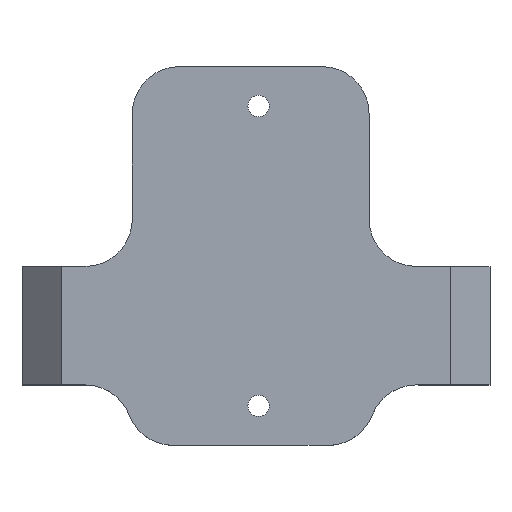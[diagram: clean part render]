
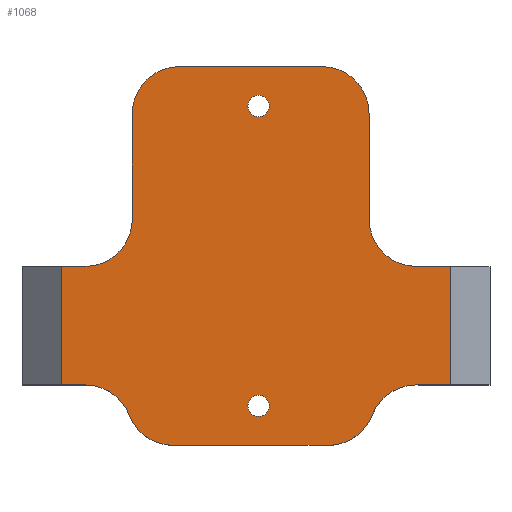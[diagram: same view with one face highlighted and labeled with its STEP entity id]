
A CAD part, top view. The second image highlights one B-rep face of the part: STEP entity #1068.
In plain terms, the highlighted planar face has unit normal (0, 0, 1).
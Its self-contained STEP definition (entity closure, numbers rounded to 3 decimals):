
#37=CIRCLE('',#1124,6.);
#39=CIRCLE('',#1127,6.);
#48=CIRCLE('',#1138,6.);
#49=CIRCLE('',#1140,6.);
#50=CIRCLE('',#1142,6.);
#51=CIRCLE('',#1145,6.);
#52=CIRCLE('',#1148,6.);
#53=CIRCLE('',#1151,6.);
#58=CIRCLE('',#1162,1.35);
#61=CIRCLE('',#1167,1.35);
#79=FACE_BOUND('',#185,.T.);
#80=FACE_BOUND('',#186,.T.);
#116=FACE_OUTER_BOUND('',#184,.T.);
#184=EDGE_LOOP('',(#861,#862,#863,#864,#865,#866,#867,#868,#869,#870,#871,
#872,#873,#874,#875,#876,#877,#878));
#185=EDGE_LOOP('',(#879));
#186=EDGE_LOOP('',(#880));
#237=LINE('',#1546,#351);
#243=LINE('',#1559,#357);
#245=LINE('',#1567,#359);
#253=LINE('',#1584,#367);
#278=LINE('',#1663,#392);
#282=LINE('',#1672,#396);
#284=LINE('',#1679,#398);
#288=LINE('',#1698,#402);
#290=LINE('',#1704,#404);
#294=LINE('',#1717,#408);
#351=VECTOR('',#1231,10.);
#357=VECTOR('',#1241,1000.);
#359=VECTOR('',#1247,10.);
#367=VECTOR('',#1259,10.);
#392=VECTOR('',#1330,10.);
#396=VECTOR('',#1340,10.);
#398=VECTOR('',#1348,10.);
#402=VECTOR('',#1374,10.);
#404=VECTOR('',#1382,1000.);
#408=VECTOR('',#1396,10.);
#463=VERTEX_POINT('',#1543);
#464=VERTEX_POINT('',#1545);
#469=VERTEX_POINT('',#1557);
#472=VERTEX_POINT('',#1564);
#473=VERTEX_POINT('',#1566);
#480=VERTEX_POINT('',#1582);
#490=VERTEX_POINT('',#1606);
#491=VERTEX_POINT('',#1608);
#493=VERTEX_POINT('',#1614);
#507=VERTEX_POINT('',#1648);
#508=VERTEX_POINT('',#1649);
#509=VERTEX_POINT('',#1656);
#510=VERTEX_POINT('',#1658);
#511=VERTEX_POINT('',#1662);
#512=VERTEX_POINT('',#1666);
#513=VERTEX_POINT('',#1670);
#514=VERTEX_POINT('',#1674);
#515=VERTEX_POINT('',#1678);
#520=VERTEX_POINT('',#1700);
#524=VERTEX_POINT('',#1713);
#565=EDGE_CURVE('',#463,#464,#237,.T.);
#572=EDGE_CURVE('',#463,#469,#243,.T.);
#575=EDGE_CURVE('',#472,#473,#245,.T.);
#584=EDGE_CURVE('',#480,#472,#253,.T.);
#596=EDGE_CURVE('',#490,#491,#37,.T.);
#600=EDGE_CURVE('',#493,#490,#39,.T.);
#617=EDGE_CURVE('',#507,#508,#48,.T.);
#620=EDGE_CURVE('',#508,#469,#49,.T.);
#622=EDGE_CURVE('',#509,#510,#50,.T.);
#624=EDGE_CURVE('',#511,#510,#278,.T.);
#627=EDGE_CURVE('',#512,#480,#51,.T.);
#629=EDGE_CURVE('',#512,#513,#282,.T.);
#630=EDGE_CURVE('',#511,#514,#52,.T.);
#632=EDGE_CURVE('',#515,#514,#284,.T.);
#634=EDGE_CURVE('',#515,#513,#53,.T.);
#641=EDGE_CURVE('',#507,#491,#288,.T.);
#643=EDGE_CURVE('',#520,#520,#58,.T.);
#644=EDGE_CURVE('',#493,#473,#290,.T.);
#650=EDGE_CURVE('',#524,#524,#61,.T.);
#651=EDGE_CURVE('',#464,#509,#294,.T.);
#861=ORIENTED_EDGE('',*,*,#565,.F.);
#862=ORIENTED_EDGE('',*,*,#572,.T.);
#863=ORIENTED_EDGE('',*,*,#620,.F.);
#864=ORIENTED_EDGE('',*,*,#617,.F.);
#865=ORIENTED_EDGE('',*,*,#641,.T.);
#866=ORIENTED_EDGE('',*,*,#596,.F.);
#867=ORIENTED_EDGE('',*,*,#600,.F.);
#868=ORIENTED_EDGE('',*,*,#644,.T.);
#869=ORIENTED_EDGE('',*,*,#575,.F.);
#870=ORIENTED_EDGE('',*,*,#584,.F.);
#871=ORIENTED_EDGE('',*,*,#627,.F.);
#872=ORIENTED_EDGE('',*,*,#629,.T.);
#873=ORIENTED_EDGE('',*,*,#634,.F.);
#874=ORIENTED_EDGE('',*,*,#632,.T.);
#875=ORIENTED_EDGE('',*,*,#630,.F.);
#876=ORIENTED_EDGE('',*,*,#624,.T.);
#877=ORIENTED_EDGE('',*,*,#622,.F.);
#878=ORIENTED_EDGE('',*,*,#651,.F.);
#879=ORIENTED_EDGE('',*,*,#643,.T.);
#880=ORIENTED_EDGE('',*,*,#650,.T.);
#1016=PLANE('',#1170);
#1068=ADVANCED_FACE('',(#116,#79,#80),#1016,.T.);
#1124=AXIS2_PLACEMENT_3D('',#1609,#1276,#1277);
#1127=AXIS2_PLACEMENT_3D('',#1616,#1284,#1285);
#1138=AXIS2_PLACEMENT_3D('',#1650,#1314,#1315);
#1140=AXIS2_PLACEMENT_3D('',#1654,#1320,#1321);
#1142=AXIS2_PLACEMENT_3D('',#1659,#1325,#1326);
#1145=AXIS2_PLACEMENT_3D('',#1668,#1335,#1336);
#1148=AXIS2_PLACEMENT_3D('',#1675,#1343,#1344);
#1151=AXIS2_PLACEMENT_3D('',#1682,#1352,#1353);
#1162=AXIS2_PLACEMENT_3D('',#1702,#1378,#1379);
#1167=AXIS2_PLACEMENT_3D('',#1715,#1392,#1393);
#1170=AXIS2_PLACEMENT_3D('',#1731,#1405,#1406);
#1231=DIRECTION('',(0.,1.,0.));
#1241=DIRECTION('',(1.,0.,0.));
#1247=DIRECTION('',(0.,-1.,0.));
#1259=DIRECTION('',(1.,0.,0.));
#1276=DIRECTION('center_axis',(0.,0.,
-1.));
#1277=DIRECTION('ref_axis',(0.,1.,0.));
#1284=DIRECTION('center_axis',(0.,0.,
1.));
#1285=DIRECTION('ref_axis',(-0.707,0.707,0.));
#1314=DIRECTION('center_axis',(0.,0.,
-1.));
#1315=DIRECTION('ref_axis',(0.,1.,0.));
#1320=DIRECTION('center_axis',(0.,0.,
1.));
#1321=DIRECTION('ref_axis',(0.707,0.707,0.));
#1325=DIRECTION('center_axis',(0.,0.,
1.));
#1326=DIRECTION('ref_axis',(0.707,-0.707,0.));
#1330=DIRECTION('',(0.,-1.,0.));
#1335=DIRECTION('center_axis',(0.,0.,
1.));
#1336=DIRECTION('ref_axis',(-0.707,-0.707,0.));
#1340=DIRECTION('',(0.,1.,0.));
#1343=DIRECTION('center_axis',(0.,0.,
-1.));
#1344=DIRECTION('ref_axis',(-0.707,0.707,0.));
#1348=DIRECTION('',(-1.,0.,0.));
#1352=DIRECTION('center_axis',(0.,0.,
-1.));
#1353=DIRECTION('ref_axis',(0.707,0.707,0.));
#1374=DIRECTION('',(1.,0.,0.));
#1378=DIRECTION('center_axis',(0.,0.,
-1.));
#1379=DIRECTION('ref_axis',(1.,0.,0.));
#1382=DIRECTION('',(1.,0.,0.));
#1392=DIRECTION('center_axis',(0.,0.,
-1.));
#1393=DIRECTION('ref_axis',(1.,0.,0.));
#1396=DIRECTION('',(1.,0.,0.));
#1405=DIRECTION('center_axis',(0.,0.,
1.));
#1406=DIRECTION('ref_axis',(1.,0.,0.));
#1543=CARTESIAN_POINT('',(14.545,90.816,8.035));
#1545=CARTESIAN_POINT('',(14.545,105.816,8.035));
#1546=CARTESIAN_POINT('',(14.545,90.816,8.035));
#1557=CARTESIAN_POINT('',(17.523,90.816,8.035));
#1559=CARTESIAN_POINT('',(9.545,90.816,8.035));
#1564=CARTESIAN_POINT('',(63.845,105.816,8.035));
#1566=CARTESIAN_POINT('',(63.845,90.816,8.035));
#1567=CARTESIAN_POINT('',(63.845,90.816,8.035));
#1582=CARTESIAN_POINT('',(59.523,105.816,8.035));
#1584=CARTESIAN_POINT('',(24.37,105.816,8.035));
#1606=CARTESIAN_POINT('',(53.927,86.98,8.035));
#1608=CARTESIAN_POINT('',(48.331,83.144,8.035));
#1609=CARTESIAN_POINT('Origin',(48.331,89.144,8.035));
#1614=CARTESIAN_POINT('',(59.523,90.816,8.035));
#1616=CARTESIAN_POINT('Origin',(59.523,84.816,8.035));
#1648=CARTESIAN_POINT('',(28.715,83.144,8.035));
#1649=CARTESIAN_POINT('',(23.119,86.98,8.035));
#1650=CARTESIAN_POINT('Origin',(28.715,89.144,8.035));
#1654=CARTESIAN_POINT('Origin',(17.523,84.816,8.035));
#1656=CARTESIAN_POINT('',(17.523,105.816,8.035));
#1658=CARTESIAN_POINT('',(23.523,111.816,8.035));
#1659=CARTESIAN_POINT('Origin',(17.523,111.816,8.035));
#1662=CARTESIAN_POINT('',(23.523,125.144,8.035));
#1663=CARTESIAN_POINT('',(23.523,131.144,8.035));
#1666=CARTESIAN_POINT('',(53.523,111.816,8.035));
#1668=CARTESIAN_POINT('Origin',(59.523,111.816,8.035));
#1670=CARTESIAN_POINT('',(53.523,125.144,8.035));
#1672=CARTESIAN_POINT('',(53.523,83.144,8.035));
#1674=CARTESIAN_POINT('',(29.523,131.144,8.035));
#1675=CARTESIAN_POINT('Origin',(29.523,125.144,8.035));
#1678=CARTESIAN_POINT('',(47.523,131.144,8.035));
#1679=CARTESIAN_POINT('',(53.523,131.144,8.035));
#1682=CARTESIAN_POINT('Origin',(47.523,125.144,8.035));
#1698=CARTESIAN_POINT('',(23.523,83.144,8.035));
#1700=CARTESIAN_POINT('',(38.173,88.144,8.035));
#1702=CARTESIAN_POINT('Origin',(39.523,88.144,8.035));
#1704=CARTESIAN_POINT('',(9.545,90.816,8.035));
#1713=CARTESIAN_POINT('',(38.173,126.144,8.035));
#1715=CARTESIAN_POINT('Origin',(39.523,126.144,8.035));
#1717=CARTESIAN_POINT('',(24.37,105.816,8.035));
#1731=CARTESIAN_POINT('Origin',(9.545,90.816,8.035));
